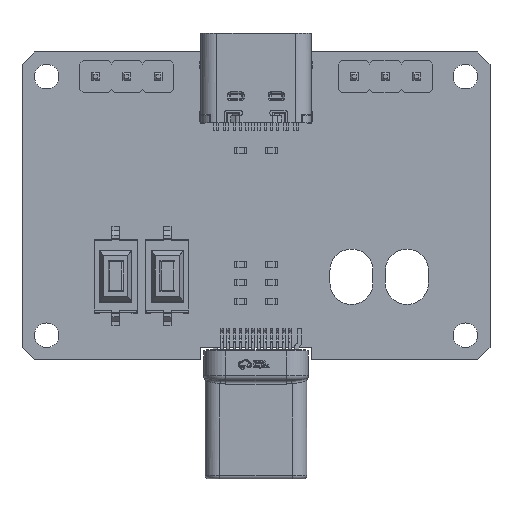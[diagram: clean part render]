
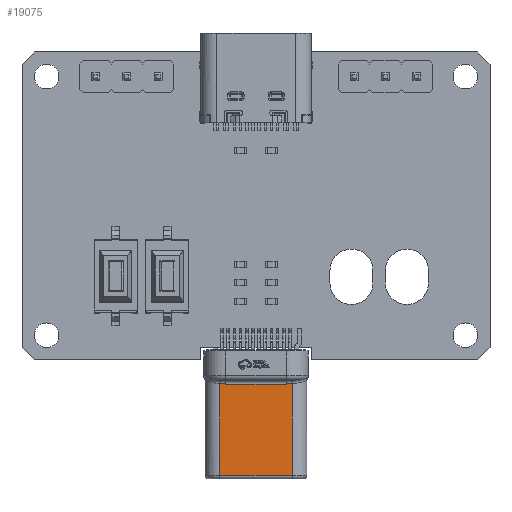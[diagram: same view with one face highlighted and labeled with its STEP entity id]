
A CAD part, top view. The second image highlights one B-rep face of the part: STEP entity #19075.
In plain terms, the highlighted planar face has unit normal (0, 0, 1).
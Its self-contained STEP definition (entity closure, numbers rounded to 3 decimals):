
#18782 = EDGE_CURVE('',#18783,#18785,#18787,.T.);
#18783 = VERTEX_POINT('',#18784);
#18784 = CARTESIAN_POINT('',(-2.45,7.707,
    1.2));
#18785 = VERTEX_POINT('',#18786);
#18786 = CARTESIAN_POINT('',(2.45,7.707,
    1.2));
#18787 = LINE('',#18788,#18789);
#18788 = CARTESIAN_POINT('',(-2.45,7.707,
    1.2));
#18789 = VECTOR('',#18790,1.);
#18790 = DIRECTION('',(1.,0.,0.));
#18815 = EDGE_CURVE('',#18785,#18816,#18818,.T.);
#18816 = VERTEX_POINT('',#18817);
#18817 = CARTESIAN_POINT('',(2.925,7.722,1.2)
  );
#18818 = B_SPLINE_CURVE_WITH_KNOTS('',3,(#18819,#18820,#18821,#18822,
    #18823,#18824,#18825,#18826),.UNSPECIFIED.,.F.,.F.,(4,1,1,1,1,4),(0.
    ,0.2,0.4,0.6,0.8,1.),.QUASI_UNIFORM_KNOTS.);
#18819 = CARTESIAN_POINT('',(2.45,7.707,
    1.2));
#18820 = CARTESIAN_POINT('',(2.48,7.707,
    1.2));
#18821 = CARTESIAN_POINT('',(2.542,7.707,1.2
    ));
#18822 = CARTESIAN_POINT('',(2.638,7.709,
    1.2));
#18823 = CARTESIAN_POINT('',(2.736,7.711,
    1.2));
#18824 = CARTESIAN_POINT('',(2.833,7.715,1.2
    ));
#18825 = CARTESIAN_POINT('',(2.895,7.719,
    1.2));
#18826 = CARTESIAN_POINT('',(2.925,7.722,1.2)
  );
#18990 = EDGE_CURVE('',#18816,#18991,#18993,.T.);
#18991 = VERTEX_POINT('',#18992);
#18992 = CARTESIAN_POINT('',(2.925,0.3,1.2));
#18993 = LINE('',#18994,#18995);
#18994 = CARTESIAN_POINT('',(2.925,7.722,1.2)
  );
#18995 = VECTOR('',#18996,1.);
#18996 = DIRECTION('',(0.,-1.,0.));
#19048 = EDGE_CURVE('',#18991,#19049,#19051,.T.);
#19049 = VERTEX_POINT('',#19050);
#19050 = CARTESIAN_POINT('',(-2.925,0.3,1.2));
#19051 = LINE('',#19052,#19053);
#19052 = CARTESIAN_POINT('',(2.925,0.3,1.2));
#19053 = VECTOR('',#19054,1.);
#19054 = DIRECTION('',(-1.,-0.,0.));
#19075 = ADVANCED_FACE('',(#19076),#19101,.T.);
#19076 = FACE_BOUND('',#19077,.T.);
#19077 = EDGE_LOOP('',(#19078,#19079,#19080,#19081,#19094,#19100));
#19078 = ORIENTED_EDGE('',*,*,#18990,.F.);
#19079 = ORIENTED_EDGE('',*,*,#18815,.F.);
#19080 = ORIENTED_EDGE('',*,*,#18782,.F.);
#19081 = ORIENTED_EDGE('',*,*,#19082,.F.);
#19082 = EDGE_CURVE('',#19083,#18783,#19085,.T.);
#19083 = VERTEX_POINT('',#19084);
#19084 = CARTESIAN_POINT('',(-2.925,7.722,
    1.2));
#19085 = B_SPLINE_CURVE_WITH_KNOTS('',3,(#19086,#19087,#19088,#19089,
    #19090,#19091,#19092,#19093),.UNSPECIFIED.,.F.,.F.,(4,1,1,1,1,4),(0.
    ,0.2,0.4,0.6,0.8,1.),.QUASI_UNIFORM_KNOTS.);
#19086 = CARTESIAN_POINT('',(-2.925,7.722,
    1.2));
#19087 = CARTESIAN_POINT('',(-2.895,7.719,
    1.2));
#19088 = CARTESIAN_POINT('',(-2.833,7.716,
    1.2));
#19089 = CARTESIAN_POINT('',(-2.736,7.711,
    1.2));
#19090 = CARTESIAN_POINT('',(-2.638,7.709,
    1.2));
#19091 = CARTESIAN_POINT('',(-2.542,7.707,
    1.2));
#19092 = CARTESIAN_POINT('',(-2.48,7.707,
    1.2));
#19093 = CARTESIAN_POINT('',(-2.45,7.707,
    1.2));
#19094 = ORIENTED_EDGE('',*,*,#19095,.F.);
#19095 = EDGE_CURVE('',#19049,#19083,#19096,.T.);
#19096 = LINE('',#19097,#19098);
#19097 = CARTESIAN_POINT('',(-2.925,0.3,1.2));
#19098 = VECTOR('',#19099,1.);
#19099 = DIRECTION('',(0.,1.,0.));
#19100 = ORIENTED_EDGE('',*,*,#19048,.F.);
#19101 = PLANE('',#19102);
#19102 = AXIS2_PLACEMENT_3D('',#19103,#19104,#19105);
#19103 = CARTESIAN_POINT('',(4.125,0.,1.2));
#19104 = DIRECTION('',(0.,0.,1.));
#19105 = DIRECTION('',(1.,0.,0.));
